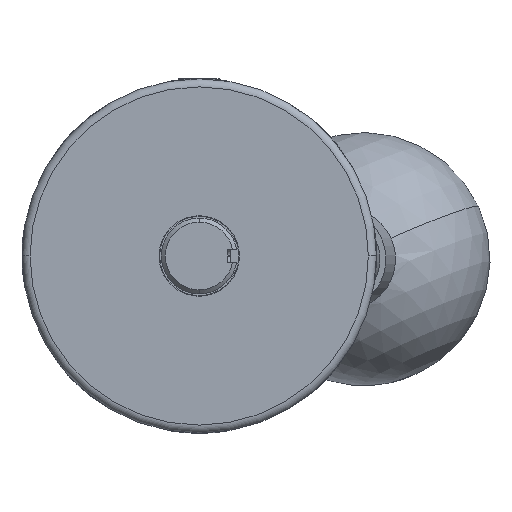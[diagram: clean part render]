
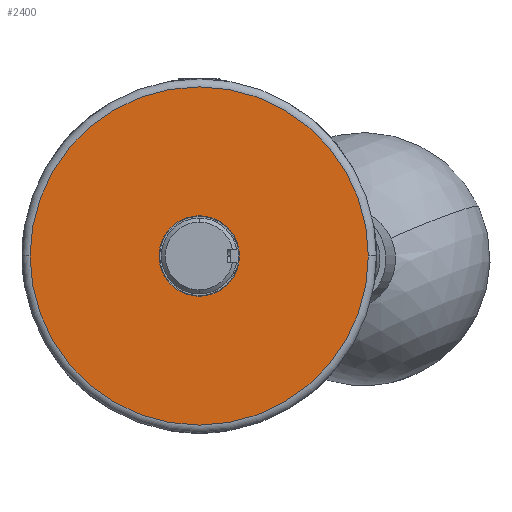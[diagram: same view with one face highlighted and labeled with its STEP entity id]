
A CAD part, left-side view. The second image highlights one B-rep face of the part: STEP entity #2400.
In plain terms, the highlighted planar face has unit normal (-1, 0, 0).
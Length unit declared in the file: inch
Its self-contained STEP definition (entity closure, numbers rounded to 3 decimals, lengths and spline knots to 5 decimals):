
#246 = DIRECTION ( 'NONE',  ( 0., 0., -1. ) ) ;
#894 = CARTESIAN_POINT ( 'NONE',  ( -2.878, 0., 0. ) ) ;
#915 = ORIENTED_EDGE ( 'NONE', *, *, #7001, .F. ) ;
#2182 = CARTESIAN_POINT ( 'NONE',  ( -2.878, 0., -0.1985 ) ) ;
#2183 = ORIENTED_EDGE ( 'NONE', *, *, #10053, .T. ) ;
#2197 = DIRECTION ( 'NONE',  ( 1., 0., 0. ) ) ;
#2240 = AXIS2_PLACEMENT_3D ( 'NONE', #7194, #2197, #10310 ) ;
#2400 = ADVANCED_FACE ( 'NONE', ( #9185, #8540 ), #4489, .F. ) ;
#2529 = EDGE_CURVE ( 'NONE', #5534, #3425, #6734, .T. ) ;
#2831 = CARTESIAN_POINT ( 'NONE',  ( -2.878, 0., 0. ) ) ;
#3425 = VERTEX_POINT ( 'NONE', #4327 ) ;
#3941 = VERTEX_POINT ( 'NONE', #4377 ) ;
#4327 = CARTESIAN_POINT ( 'NONE',  ( -2.878, 0., 0.1985 ) ) ;
#4372 = EDGE_LOOP ( 'NONE', ( #5675, #2183 ) ) ;
#4377 = CARTESIAN_POINT ( 'NONE',  ( -2.878, 0.835, 0. ) ) ;
#4388 = AXIS2_PLACEMENT_3D ( 'NONE', #10135, #9214, #6085 ) ;
#4489 = PLANE ( 'NONE',  #2240 ) ;
#4656 = EDGE_CURVE ( 'NONE', #6923, #3941, #6065, .T. ) ;
#5369 = DIRECTION ( 'NONE',  ( 0., 0., -1. ) ) ;
#5534 = VERTEX_POINT ( 'NONE', #2182 ) ;
#5563 = DIRECTION ( 'NONE',  ( -1., 0., 0. ) ) ;
#5675 = ORIENTED_EDGE ( 'NONE', *, *, #4656, .T. ) ;
#6065 = CIRCLE ( 'NONE', #6738, 0.835 ) ;
#6085 = DIRECTION ( 'NONE',  ( 0., -1., 0. ) ) ;
#6125 = DIRECTION ( 'NONE',  ( -1., 0., 0. ) ) ;
#6240 = ORIENTED_EDGE ( 'NONE', *, *, #2529, .F. ) ;
#6734 = CIRCLE ( 'NONE', #8592, 0.1985 ) ;
#6738 = AXIS2_PLACEMENT_3D ( 'NONE', #8000, #5563, #7323 ) ;
#6923 = VERTEX_POINT ( 'NONE', #10498 ) ;
#7001 = EDGE_CURVE ( 'NONE', #3425, #5534, #10195, .T. ) ;
#7194 = CARTESIAN_POINT ( 'NONE',  ( -2.878, -0.875, 0. ) ) ;
#7288 = CIRCLE ( 'NONE', #4388, 0.835 ) ;
#7323 = DIRECTION ( 'NONE',  ( 0., -1., 0. ) ) ;
#7394 = EDGE_LOOP ( 'NONE', ( #6240, #915 ) ) ;
#7706 = DIRECTION ( 'NONE',  ( -1., 0., 0. ) ) ;
#8000 = CARTESIAN_POINT ( 'NONE',  ( -2.878, 0., 0. ) ) ;
#8540 = FACE_OUTER_BOUND ( 'NONE', #4372, .T. ) ;
#8592 = AXIS2_PLACEMENT_3D ( 'NONE', #2831, #6125, #5369 ) ;
#9185 = FACE_BOUND ( 'NONE', #7394, .T. ) ;
#9214 = DIRECTION ( 'NONE',  ( -1., 0., 0. ) ) ;
#10016 = AXIS2_PLACEMENT_3D ( 'NONE', #894, #7706, #246 ) ;
#10053 = EDGE_CURVE ( 'NONE', #3941, #6923, #7288, .T. ) ;
#10135 = CARTESIAN_POINT ( 'NONE',  ( -2.878, 0., 0. ) ) ;
#10195 = CIRCLE ( 'NONE', #10016, 0.1985 ) ;
#10310 = DIRECTION ( 'NONE',  ( 0., -1., 0. ) ) ;
#10498 = CARTESIAN_POINT ( 'NONE',  ( -2.878, -0.835, 0. ) ) ;
